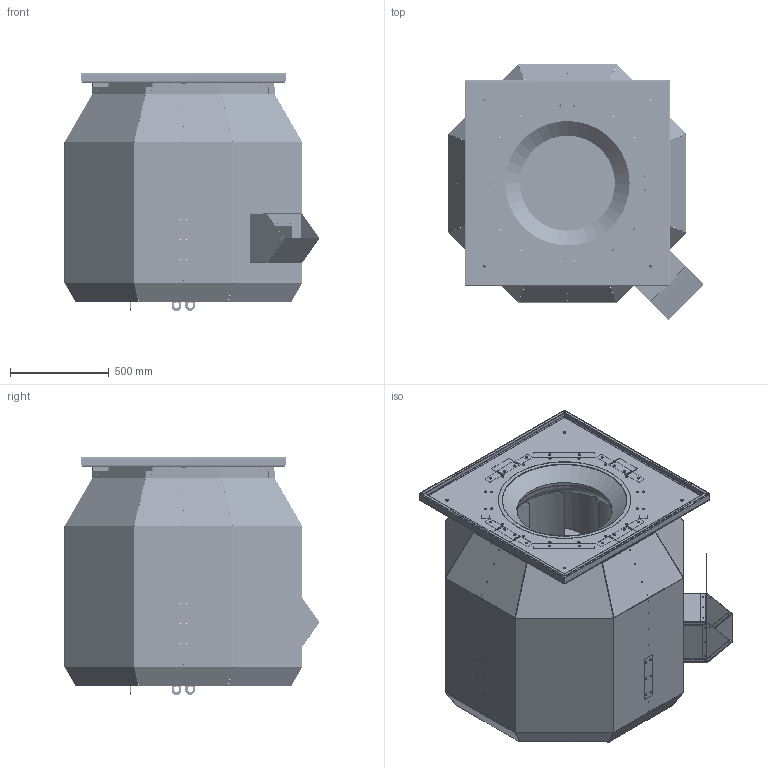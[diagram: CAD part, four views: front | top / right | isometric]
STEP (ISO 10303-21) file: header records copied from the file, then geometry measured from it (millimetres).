
FILE_DESCRIPTION(('STEP AP203'), '1');
FILE_NAME('薹陔 7.1鼯', '', ('UNSPECIFIED'), ('UNSPECIFIED'), 'ASCON STEP Converter 1.3', 'ASCON Math Kernel', '');
FILE_SCHEMA(('CONFIG_CONTROL_DESIGN'));
Length unit declared in the file: millimetre
Products named in the file (1): ÂÊÐÂê 3.15 - 9 ÄÓ
Bounding box: 1289.91 x 1289.91 x 1200.02 mm (x, y, z)
Volume: 24822506.1 mm3; surface area: 28040614.4 mm2
Topology: 19 solids, 19 shells, 4036 faces, 10137 edges, 6047 vertices
Faces by surface type: plane 2428, cylinder 1532, bspline 64, cone 10, torus 2
Full cylindrical faces by diameter (mm): 4.5 x112, 5 x143, 6.5 x72, 8.5 x40, 9.3 x112, 11 x6, 11.3 x88, 12 x4, 13.3 x96, 14 x8, 15 x4, 18 x8, 19 x4, 28 x4, 130 x1, 181 x1, 252 x2, 480.6 x1, 483 x1, 497 x1, 503 x1, 630 x1, 670 x1, 710 x2
Entity records: 153889 total; most frequent: CARTESIAN_POINT 23175, DIRECTION 20523, ORIENTED_EDGE 18816, EDGE_CURVE 9408, AXIS2_PLACEMENT_3D 7347, EDGE_LOOP 6389, VERTEX_POINT 6045, LINE 5829
